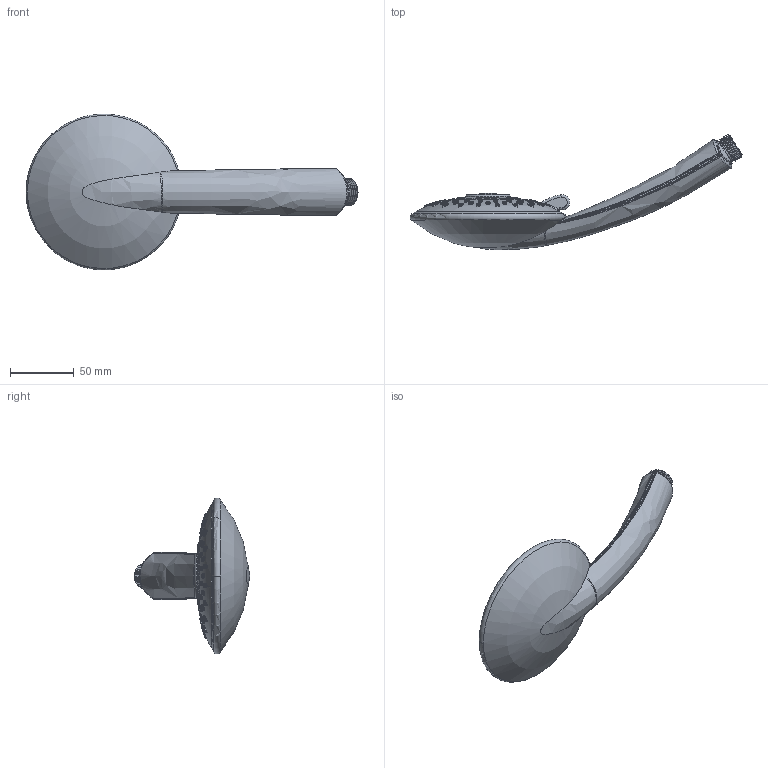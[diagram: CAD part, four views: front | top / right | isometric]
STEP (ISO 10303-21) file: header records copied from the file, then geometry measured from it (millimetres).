
FILE_DESCRIPTION((''),'2;1');
FILE_NAME('ZDOC076CR','2021-11-15T08:31:41',('ut3'),('PAFFONI SpA'),'CREO PARAMETRIC BY PTC INC, 2020044','CREO PARAMETRIC BY PTC INC, 2020044','');
FILE_SCHEMA(('CONFIG_CONTROL_DESIGN','SHAPE_APPEARANCE_LAYERS_GROUPS'));
Length unit declared in the file: millimetre
Products named in the file (1): ZDOC076CR
Bounding box: 259.87 x 90.27 x 122 mm (x, y, z)
Volume: 203640.9 mm3; surface area: 141696.9 mm2
Topology: 2 solids, 2 shells, 2310 faces, 5950 edges, 3808 vertices
Faces by surface type: cylinder 762, plane 666, bspline 236, cone 225, torus 202, extrusion 121, revolution 73, sphere 25
Entity records: 142180 total; most frequent: CARTESIAN_POINT 76182, ORIENTED_EDGE 11880, DIRECTION 10339, EDGE_CURVE 5940, AXIS2_PLACEMENT_3D 4036, VERTEX_POINT 3808, EDGE_LOOP 2830, FACE_OUTER_BOUND 2310
